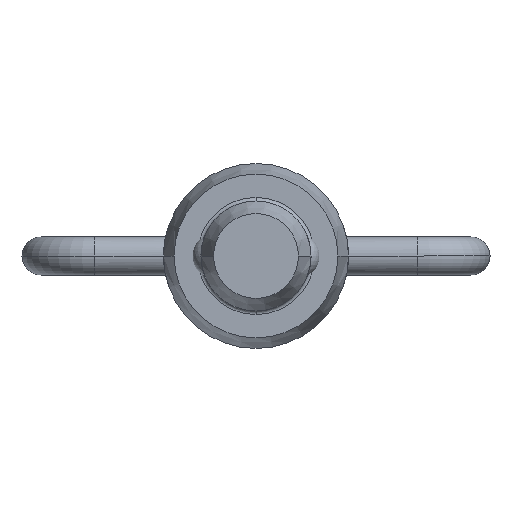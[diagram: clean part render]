
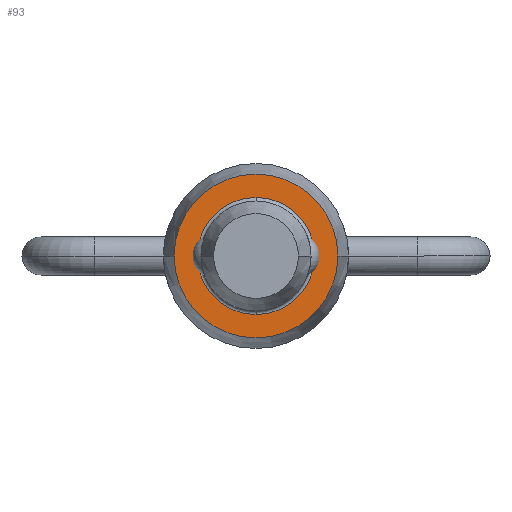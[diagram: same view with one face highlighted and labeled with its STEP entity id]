
A CAD part, front view. The second image highlights one B-rep face of the part: STEP entity #93.
In plain terms, the highlighted planar face has unit normal (0, -1, 0).
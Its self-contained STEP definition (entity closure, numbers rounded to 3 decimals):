
#93=ADVANCED_FACE('',(#207,#208),#209,.T.);
#207=FACE_OUTER_BOUND('',#340,.T.);
#208=FACE_BOUND('',#341,.T.);
#209=PLANE('',#342);
#340=EDGE_LOOP('',(#548,#549));
#341=EDGE_LOOP('',(#550,#551,#552));
#342=AXIS2_PLACEMENT_3D('',#553,#554,#555);
#548=ORIENTED_EDGE('',*,*,#813,.T.);
#549=ORIENTED_EDGE('',*,*,#838,.T.);
#550=ORIENTED_EDGE('',*,*,#855,.T.);
#551=ORIENTED_EDGE('',*,*,#862,.T.);
#552=ORIENTED_EDGE('',*,*,#856,.T.);
#553=CARTESIAN_POINT('',(-4.355,0.0,0.0));
#554=DIRECTION('',(0.,-1.0,0.0));
#555=DIRECTION('',(1.0,0.,0.0));
#813=EDGE_CURVE('',#971,#973,#975,.T.);
#838=EDGE_CURVE('',#973,#971,#1017,.T.);
#855=EDGE_CURVE('',#1041,#1039,#1042,.T.);
#856=EDGE_CURVE('',#1043,#1041,#1044,.T.);
#862=EDGE_CURVE('',#1039,#1043,#1051,.T.);
#971=VERTEX_POINT('',#1216);
#973=VERTEX_POINT('',#1219);
#975=CIRCLE('',#1222,4.722);
#1017=CIRCLE('',#1346,4.722);
#1039=VERTEX_POINT('',#1374);
#1041=VERTEX_POINT('',#1376);
#1042=CIRCLE('',#1377,3.375);
#1043=VERTEX_POINT('',#1378);
#1044=CIRCLE('',#1379,3.375);
#1051=CIRCLE('',#1386,3.375);
#1216=CARTESIAN_POINT('',(-4.722,0.0,0.0));
#1219=CARTESIAN_POINT('',(4.722,0.,0.));
#1222=AXIS2_PLACEMENT_3D('',#1579,#1580,#1581);
#1346=AXIS2_PLACEMENT_3D('',#1615,#1616,#1617);
#1374=CARTESIAN_POINT('',(0.,0.,3.375));
#1376=CARTESIAN_POINT('',(-3.375,0.0,0.0));
#1377=AXIS2_PLACEMENT_3D('',#1642,#1643,#1644);
#1378=CARTESIAN_POINT('',(0.,0.,-3.375));
#1379=AXIS2_PLACEMENT_3D('',#1645,#1646,#1647);
#1386=AXIS2_PLACEMENT_3D('',#1657,#1658,#1659);
#1579=CARTESIAN_POINT('',(0.,0.0,0.));
#1580=DIRECTION('',(0.,-1.0,0.0));
#1581=DIRECTION('',(-1.0,0.,0.0));
#1615=CARTESIAN_POINT('',(0.,0.0,0.));
#1616=DIRECTION('',(0.,-1.0,0.0));
#1617=DIRECTION('',(-1.0,0.,0.0));
#1642=CARTESIAN_POINT('',(0.,0.0,0.0));
#1643=DIRECTION('',(0.,1.0,0.0));
#1644=DIRECTION('',(-1.0,0.,0.0));
#1645=CARTESIAN_POINT('',(0.,0.0,0.0));
#1646=DIRECTION('',(0.,1.0,0.0));
#1647=DIRECTION('',(-1.0,0.,0.0));
#1657=CARTESIAN_POINT('',(0.,0.0,0.0));
#1658=DIRECTION('',(0.,1.0,0.0));
#1659=DIRECTION('',(-1.0,0.,0.0));
